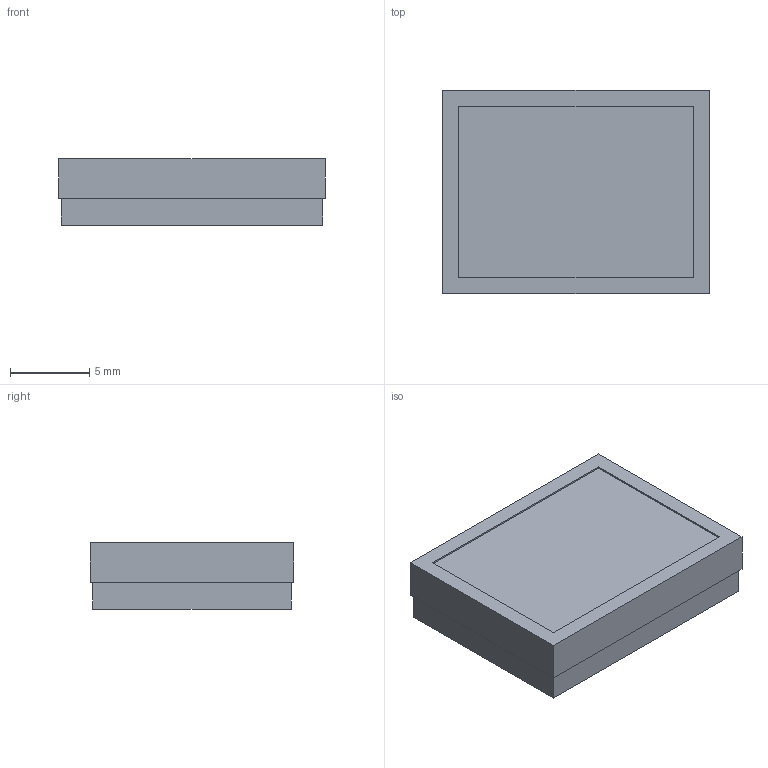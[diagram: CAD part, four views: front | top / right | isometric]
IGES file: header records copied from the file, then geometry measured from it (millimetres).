
Start section: SolidWorks IGES file using analytic representation for surfaces
Global section: file name: M642-40.IGS; native system: SolidWorks 2017; preprocessor: SolidWorks 2017; author: humarkus; date: 250822.110302; units: millimetre
Bounding box: 16.8 x 12.8 x 4.2 mm (x, y, z)
Surface area: 1094.3 mm2 (no closed solid volume)
Topology: 0 solids, 0 shells, 17 faces, 72 edges, 72 vertices
Faces by surface type: bspline 17
